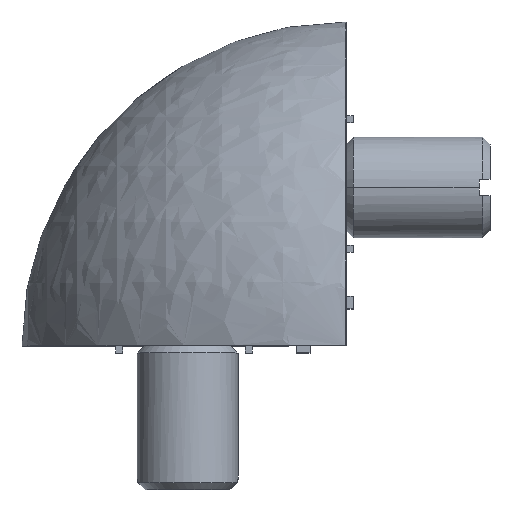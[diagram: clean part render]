
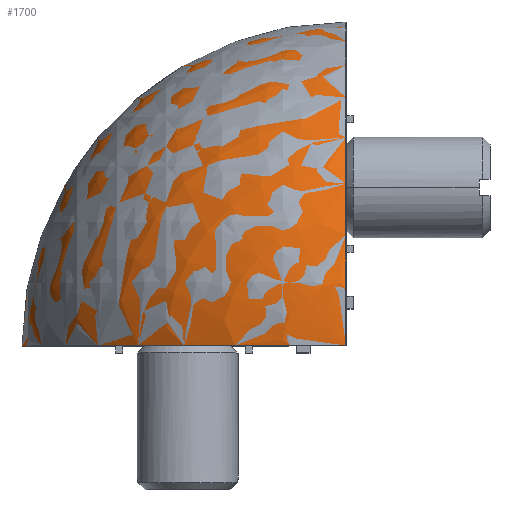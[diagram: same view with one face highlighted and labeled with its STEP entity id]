
A CAD part, top view. The second image highlights one B-rep face of the part: STEP entity #1700.
In plain terms, the highlighted spherical face has radius 45 mm.
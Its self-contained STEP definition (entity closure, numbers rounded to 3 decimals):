
#369 = EDGE_LOOP ( 'NONE', ( #5144, #1852, #3134 ) ) ;
#405 = CARTESIAN_POINT ( 'NONE',  ( 0., 45., 0. ) ) ;
#452 = EDGE_CURVE ( 'NONE', #4168, #4265, #3014, .T. ) ;
#975 = EDGE_CURVE ( 'NONE', #4265, #2033, #1705, .T. ) ;
#1293 = DIRECTION ( 'NONE',  ( 0., 0., -1. ) ) ;
#1542 = AXIS2_PLACEMENT_3D ( 'NONE', #4886, #4373, #3788 ) ;
#1700 = ADVANCED_FACE ( 'NONE', ( #5960 ), #6777, .T. ) ;
#1705 = CIRCLE ( 'NONE', #3600, 45. ) ;
#1852 = ORIENTED_EDGE ( 'NONE', *, *, #4560, .F. ) ;
#2033 = VERTEX_POINT ( 'NONE', #5322 ) ;
#2412 = DIRECTION ( 'NONE',  ( 0., 1., 0. ) ) ;
#3014 = CIRCLE ( 'NONE', #5225, 45. ) ;
#3065 = CARTESIAN_POINT ( 'NONE',  ( 0., 0., 0. ) ) ;
#3134 = ORIENTED_EDGE ( 'NONE', *, *, #452, .T. ) ;
#3496 = DIRECTION ( 'NONE',  ( 0., 0., 1. ) ) ;
#3600 = AXIS2_PLACEMENT_3D ( 'NONE', #3065, #2412, #1293 ) ;
#3670 = AXIS2_PLACEMENT_3D ( 'NONE', #5360, #5927, #7006 ) ;
#3788 = DIRECTION ( 'NONE',  ( 0., 1., 0. ) ) ;
#4168 = VERTEX_POINT ( 'NONE', #405 ) ;
#4265 = VERTEX_POINT ( 'NONE', #4617 ) ;
#4373 = DIRECTION ( 'NONE',  ( -1., 0., 0. ) ) ;
#4560 = EDGE_CURVE ( 'NONE', #4168, #2033, #4636, .T. ) ;
#4617 = CARTESIAN_POINT ( 'NONE',  ( -45., 0., 0. ) ) ;
#4636 = CIRCLE ( 'NONE', #3670, 45. ) ;
#4886 = CARTESIAN_POINT ( 'NONE',  ( 0., 0., 0. ) ) ;
#5144 = ORIENTED_EDGE ( 'NONE', *, *, #975, .T. ) ;
#5225 = AXIS2_PLACEMENT_3D ( 'NONE', #6931, #3496, #5591 ) ;
#5322 = CARTESIAN_POINT ( 'NONE',  ( 0., 0., 45. ) ) ;
#5360 = CARTESIAN_POINT ( 'NONE',  ( 0., 0., 0. ) ) ;
#5591 = DIRECTION ( 'NONE',  ( 1., 0., 0. ) ) ;
#5927 = DIRECTION ( 'NONE',  ( 1., 0., 0. ) ) ;
#5960 = FACE_OUTER_BOUND ( 'NONE', #369, .T. ) ;
#6777 = SPHERICAL_SURFACE ( 'NONE', #1542, 45. ) ;
#6931 = CARTESIAN_POINT ( 'NONE',  ( 0., 0., 0. ) ) ;
#7006 = DIRECTION ( 'NONE',  ( 0., 0., -1. ) ) ;
